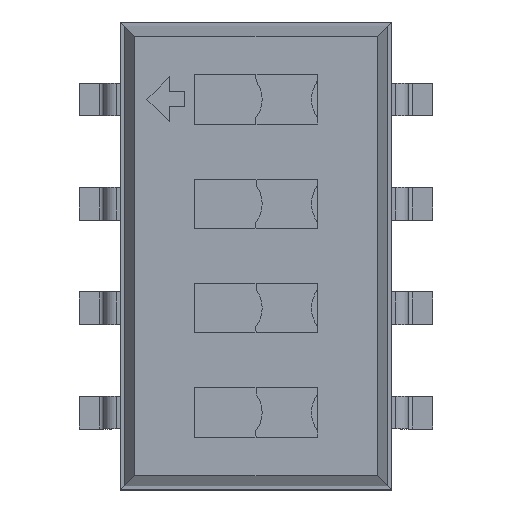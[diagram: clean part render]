
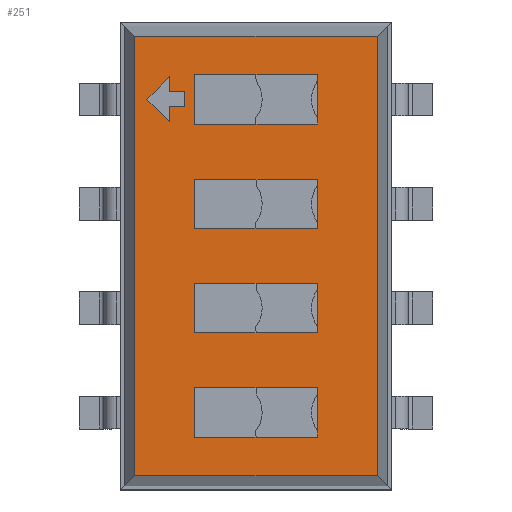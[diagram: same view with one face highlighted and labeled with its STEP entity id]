
A CAD part, top view. The second image highlights one B-rep face of the part: STEP entity #251.
In plain terms, the highlighted planar face has unit normal (0, 0, 1).
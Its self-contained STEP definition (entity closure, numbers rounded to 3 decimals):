
#26=VECTOR('',#27,1.);
#27=DIRECTION('',(0.,1.,0.));
#50=VECTOR('',#51,1.);
#51=DIRECTION('',(-1.,0.,0.));
#57=VECTOR('',#58,1.);
#58=DIRECTION('',(0.,-1.,0.));
#62=VECTOR('',#63,1.);
#63=DIRECTION('',(1.,0.,0.));
#66=DIRECTION('',(0.,0.,-1.));
#201=VERTEX_POINT('',#202);
#202=CARTESIAN_POINT('',(2.956,5.351,2.6));
#204=ORIENTED_EDGE('',*,*,#205,.F.);
#205=EDGE_CURVE('',#206,#201,#208,.T.);
#206=VERTEX_POINT('',#207);
#207=CARTESIAN_POINT('',(2.956,-5.351,2.6));
#208=LINE('',#207,#26);
#243=VERTEX_POINT('',#244);
#244=CARTESIAN_POINT('',(-2.956,5.351,2.6));
#246=ORIENTED_EDGE('',*,*,#247,.F.);
#247=EDGE_CURVE('',#201,#243,#248,.T.);
#248=LINE('',#202,#50);
#251=ADVANCED_FACE('',(#252,#262,#300,#338,#376,#417),#455,.F.);
#252=FACE_BOUND('',#253,.F.);
#253=EDGE_LOOP('',(#204,#254,#259,#246));
#254=ORIENTED_EDGE('',*,*,#255,.F.);
#255=EDGE_CURVE('',#256,#206,#258,.T.);
#256=VERTEX_POINT('',#257);
#257=CARTESIAN_POINT('',(-2.956,-5.351,2.6));
#258=LINE('',#257,#62);
#259=ORIENTED_EDGE('',*,*,#260,.F.);
#260=EDGE_CURVE('',#243,#256,#261,.T.);
#261=LINE('',#244,#57);
#262=FACE_BOUND('',#263,.F.);
#263=EDGE_LOOP('',(#264,#271,#275,#280,#285,#289,#294,#298));
#264=ORIENTED_EDGE('',*,*,#265,.T.);
#265=EDGE_CURVE('',#266,#268,#270,.T.);
#266=VERTEX_POINT('',#267);
#267=CARTESIAN_POINT('',(1.5,1.87,2.6));
#268=VERTEX_POINT('',#269);
#269=CARTESIAN_POINT('',(0.,1.87,2.6));
#270=LINE('',#267,#50);
#271=ORIENTED_EDGE('',*,*,#272,.T.);
#272=EDGE_CURVE('',#268,#273,#270,.T.);
#273=VERTEX_POINT('',#274);
#274=CARTESIAN_POINT('',(-1.5,1.87,2.6));
#275=ORIENTED_EDGE('',*,*,#276,.T.);
#276=EDGE_CURVE('',#273,#277,#279,.T.);
#277=VERTEX_POINT('',#278);
#278=CARTESIAN_POINT('',(-1.5,0.67,2.6));
#279=LINE('',#274,#57);
#280=ORIENTED_EDGE('',*,*,#281,.T.);
#281=EDGE_CURVE('',#277,#282,#284,.T.);
#282=VERTEX_POINT('',#283);
#283=CARTESIAN_POINT('',(0.,0.67,2.6));
#284=LINE('',#278,#62);
#285=ORIENTED_EDGE('',*,*,#286,.T.);
#286=EDGE_CURVE('',#282,#287,#284,.T.);
#287=VERTEX_POINT('',#288);
#288=CARTESIAN_POINT('',(1.5,0.67,2.6));
#289=ORIENTED_EDGE('',*,*,#290,.T.);
#290=EDGE_CURVE('',#287,#291,#293,.T.);
#291=VERTEX_POINT('',#292);
#292=CARTESIAN_POINT('',(1.5,0.82,2.6));
#293=LINE('',#288,#26);
#294=ORIENTED_EDGE('',*,*,#295,.T.);
#295=EDGE_CURVE('',#291,#296,#293,.T.);
#296=VERTEX_POINT('',#297);
#297=CARTESIAN_POINT('',(1.5,1.72,2.6));
#298=ORIENTED_EDGE('',*,*,#299,.T.);
#299=EDGE_CURVE('',#296,#266,#293,.T.);
#300=FACE_BOUND('',#301,.F.);
#301=EDGE_LOOP('',(#302,#309,#313,#318,#322,#326,#331,#335));
#302=ORIENTED_EDGE('',*,*,#303,.T.);
#303=EDGE_CURVE('',#304,#306,#308,.T.);
#304=VERTEX_POINT('',#305);
#305=CARTESIAN_POINT('',(-1.5,-1.87,2.6));
#306=VERTEX_POINT('',#307);
#307=CARTESIAN_POINT('',(0.,-1.87,2.6));
#308=LINE('',#305,#62);
#309=ORIENTED_EDGE('',*,*,#310,.T.);
#310=EDGE_CURVE('',#306,#311,#308,.T.);
#311=VERTEX_POINT('',#312);
#312=CARTESIAN_POINT('',(1.5,-1.87,2.6));
#313=ORIENTED_EDGE('',*,*,#314,.T.);
#314=EDGE_CURVE('',#311,#315,#317,.T.);
#315=VERTEX_POINT('',#316);
#316=CARTESIAN_POINT('',(1.5,-1.72,2.6));
#317=LINE('',#312,#26);
#318=ORIENTED_EDGE('',*,*,#319,.T.);
#319=EDGE_CURVE('',#315,#320,#317,.T.);
#320=VERTEX_POINT('',#321);
#321=CARTESIAN_POINT('',(1.5,-0.82,2.6));
#322=ORIENTED_EDGE('',*,*,#323,.T.);
#323=EDGE_CURVE('',#320,#324,#317,.T.);
#324=VERTEX_POINT('',#325);
#325=CARTESIAN_POINT('',(1.5,-0.67,2.6));
#326=ORIENTED_EDGE('',*,*,#327,.T.);
#327=EDGE_CURVE('',#324,#328,#330,.T.);
#328=VERTEX_POINT('',#329);
#329=CARTESIAN_POINT('',(0.,-0.67,2.6));
#330=LINE('',#325,#50);
#331=ORIENTED_EDGE('',*,*,#332,.T.);
#332=EDGE_CURVE('',#328,#333,#330,.T.);
#333=VERTEX_POINT('',#334);
#334=CARTESIAN_POINT('',(-1.5,-0.67,2.6));
#335=ORIENTED_EDGE('',*,*,#336,.T.);
#336=EDGE_CURVE('',#333,#304,#337,.T.);
#337=LINE('',#334,#57);
#338=FACE_BOUND('',#339,.F.);
#339=EDGE_LOOP('',(#340,#347,#351,#356,#361,#365,#370,#374));
#340=ORIENTED_EDGE('',*,*,#341,.T.);
#341=EDGE_CURVE('',#342,#344,#346,.T.);
#342=VERTEX_POINT('',#343);
#343=CARTESIAN_POINT('',(1.5,-3.21,2.6));
#344=VERTEX_POINT('',#345);
#345=CARTESIAN_POINT('',(0.,-3.21,2.6));
#346=LINE('',#343,#50);
#347=ORIENTED_EDGE('',*,*,#348,.T.);
#348=EDGE_CURVE('',#344,#349,#346,.T.);
#349=VERTEX_POINT('',#350);
#350=CARTESIAN_POINT('',(-1.5,-3.21,2.6));
#351=ORIENTED_EDGE('',*,*,#352,.T.);
#352=EDGE_CURVE('',#349,#353,#355,.T.);
#353=VERTEX_POINT('',#354);
#354=CARTESIAN_POINT('',(-1.5,-4.41,2.6));
#355=LINE('',#350,#57);
#356=ORIENTED_EDGE('',*,*,#357,.T.);
#357=EDGE_CURVE('',#353,#358,#360,.T.);
#358=VERTEX_POINT('',#359);
#359=CARTESIAN_POINT('',(0.,-4.41,2.6));
#360=LINE('',#354,#62);
#361=ORIENTED_EDGE('',*,*,#362,.T.);
#362=EDGE_CURVE('',#358,#363,#360,.T.);
#363=VERTEX_POINT('',#364);
#364=CARTESIAN_POINT('',(1.5,-4.41,2.6));
#365=ORIENTED_EDGE('',*,*,#366,.T.);
#366=EDGE_CURVE('',#363,#367,#369,.T.);
#367=VERTEX_POINT('',#368);
#368=CARTESIAN_POINT('',(1.5,-4.26,2.6));
#369=LINE('',#364,#26);
#370=ORIENTED_EDGE('',*,*,#371,.T.);
#371=EDGE_CURVE('',#367,#372,#369,.T.);
#372=VERTEX_POINT('',#373);
#373=CARTESIAN_POINT('',(1.5,-3.36,2.6));
#374=ORIENTED_EDGE('',*,*,#375,.T.);
#375=EDGE_CURVE('',#372,#342,#369,.T.);
#376=FACE_BOUND('',#377,.F.);
#377=EDGE_LOOP('',(#378,#385,#390,#395,#400,#407,#414));
#378=ORIENTED_EDGE('',*,*,#379,.T.);
#379=EDGE_CURVE('',#380,#382,#384,.T.);
#380=VERTEX_POINT('',#381);
#381=CARTESIAN_POINT('',(-2.106,3.627,2.6));
#382=VERTEX_POINT('',#383);
#383=CARTESIAN_POINT('',(-1.739,3.627,2.6));
#384=LINE('',#381,#62);
#385=ORIENTED_EDGE('',*,*,#386,.T.);
#386=EDGE_CURVE('',#382,#387,#389,.T.);
#387=VERTEX_POINT('',#388);
#388=CARTESIAN_POINT('',(-1.739,3.993,2.6));
#389=LINE('',#383,#26);
#390=ORIENTED_EDGE('',*,*,#391,.T.);
#391=EDGE_CURVE('',#387,#392,#394,.T.);
#392=VERTEX_POINT('',#393);
#393=CARTESIAN_POINT('',(-2.106,3.993,2.6));
#394=LINE('',#388,#50);
#395=ORIENTED_EDGE('',*,*,#396,.T.);
#396=EDGE_CURVE('',#392,#397,#399,.T.);
#397=VERTEX_POINT('',#398);
#398=CARTESIAN_POINT('',(-2.106,4.36,2.6));
#399=LINE('',#393,#26);
#400=ORIENTED_EDGE('',*,*,#401,.T.);
#401=EDGE_CURVE('',#397,#402,#404,.T.);
#402=VERTEX_POINT('',#403);
#403=CARTESIAN_POINT('',(-2.656,3.81,2.6));
#404=LINE('',#398,#405);
#405=VECTOR('',#406,1.);
#406=DIRECTION('',(-0.707,-0.707,0.));
#407=ORIENTED_EDGE('',*,*,#408,.T.);
#408=EDGE_CURVE('',#402,#409,#411,.T.);
#409=VERTEX_POINT('',#410);
#410=CARTESIAN_POINT('',(-2.106,3.26,2.6));
#411=LINE('',#403,#412);
#412=VECTOR('',#413,1.);
#413=DIRECTION('',(0.707,-0.707,0.));
#414=ORIENTED_EDGE('',*,*,#415,.T.);
#415=EDGE_CURVE('',#409,#380,#416,.T.);
#416=LINE('',#410,#26);
#417=FACE_BOUND('',#418,.F.);
#418=EDGE_LOOP('',(#419,#426,#431,#435,#440,#444,#448,#453));
#419=ORIENTED_EDGE('',*,*,#420,.T.);
#420=EDGE_CURVE('',#421,#423,#425,.T.);
#421=VERTEX_POINT('',#422);
#422=CARTESIAN_POINT('',(-1.5,4.41,2.6));
#423=VERTEX_POINT('',#424);
#424=CARTESIAN_POINT('',(-1.5,3.21,2.6));
#425=LINE('',#422,#57);
#426=ORIENTED_EDGE('',*,*,#427,.T.);
#427=EDGE_CURVE('',#423,#428,#430,.T.);
#428=VERTEX_POINT('',#429);
#429=CARTESIAN_POINT('',(0.,3.21,2.6));
#430=LINE('',#424,#62);
#431=ORIENTED_EDGE('',*,*,#432,.T.);
#432=EDGE_CURVE('',#428,#433,#430,.T.);
#433=VERTEX_POINT('',#434);
#434=CARTESIAN_POINT('',(1.5,3.21,2.6));
#435=ORIENTED_EDGE('',*,*,#436,.T.);
#436=EDGE_CURVE('',#433,#437,#439,.T.);
#437=VERTEX_POINT('',#438);
#438=CARTESIAN_POINT('',(1.5,3.36,2.6));
#439=LINE('',#434,#26);
#440=ORIENTED_EDGE('',*,*,#441,.T.);
#441=EDGE_CURVE('',#437,#442,#439,.T.);
#442=VERTEX_POINT('',#443);
#443=CARTESIAN_POINT('',(1.5,4.26,2.6));
#444=ORIENTED_EDGE('',*,*,#445,.T.);
#445=EDGE_CURVE('',#442,#446,#439,.T.);
#446=VERTEX_POINT('',#447);
#447=CARTESIAN_POINT('',(1.5,4.41,2.6));
#448=ORIENTED_EDGE('',*,*,#449,.T.);
#449=EDGE_CURVE('',#446,#450,#452,.T.);
#450=VERTEX_POINT('',#451);
#451=CARTESIAN_POINT('',(0.,4.41,2.6));
#452=LINE('',#447,#50);
#453=ORIENTED_EDGE('',*,*,#454,.T.);
#454=EDGE_CURVE('',#450,#421,#452,.T.);
#455=PLANE('',#456);
#456=AXIS2_PLACEMENT_3D('',#207,#66,#457);
#457=DIRECTION('',(-0.484,0.875,0.));
